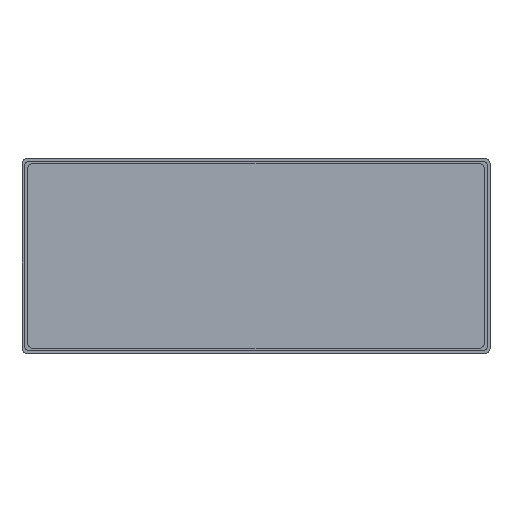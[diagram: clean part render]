
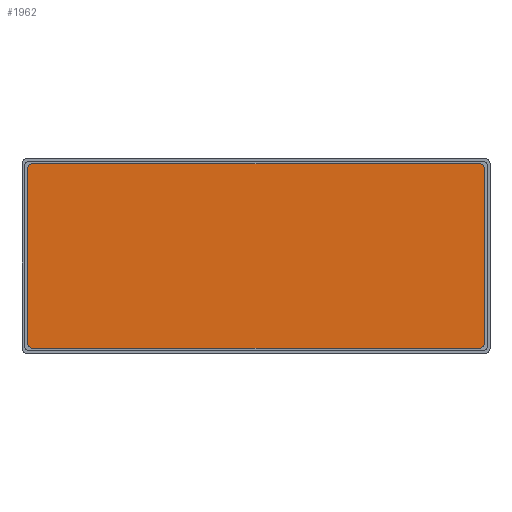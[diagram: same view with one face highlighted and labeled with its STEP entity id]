
A CAD part, top view. The second image highlights one B-rep face of the part: STEP entity #1962.
In plain terms, the highlighted planar face has unit normal (0, 0, 1).
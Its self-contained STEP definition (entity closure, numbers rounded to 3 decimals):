
#1340 = PLANE('',#1341);
#1341 = AXIS2_PLACEMENT_3D('',#1342,#1343,#1344);
#1342 = CARTESIAN_POINT('',(-85.5,-34.5,4.1));
#1343 = DIRECTION('',(0.,-1.,0.));
#1344 = DIRECTION('',(1.,0.,0.));
#1372 = CYLINDRICAL_SURFACE('',#1373,2.);
#1373 = AXIS2_PLACEMENT_3D('',#1374,#1375,#1376);
#1374 = CARTESIAN_POINT('',(-83.5,-32.5,2.9));
#1375 = DIRECTION('',(-0.,-0.,-1.));
#1376 = DIRECTION('',(0.,-1.,0.));
#1399 = PLANE('',#1400);
#1400 = AXIS2_PLACEMENT_3D('',#1401,#1402,#1403);
#1401 = CARTESIAN_POINT('',(-85.5,34.5,4.1));
#1402 = DIRECTION('',(-1.,0.,0.));
#1403 = DIRECTION('',(0.,-1.,0.));
#1427 = CYLINDRICAL_SURFACE('',#1428,2.);
#1428 = AXIS2_PLACEMENT_3D('',#1429,#1430,#1431);
#1429 = CARTESIAN_POINT('',(-83.5,32.5,2.9));
#1430 = DIRECTION('',(-0.,-0.,-1.));
#1431 = DIRECTION('',(0.,1.,-0.));
#1454 = PLANE('',#1455);
#1455 = AXIS2_PLACEMENT_3D('',#1456,#1457,#1458);
#1456 = CARTESIAN_POINT('',(85.5,34.5,4.1));
#1457 = DIRECTION('',(0.,1.,-0.));
#1458 = DIRECTION('',(-1.,0.,0.));
#1482 = CYLINDRICAL_SURFACE('',#1483,2.);
#1483 = AXIS2_PLACEMENT_3D('',#1484,#1485,#1486);
#1484 = CARTESIAN_POINT('',(83.5,32.5,2.9));
#1485 = DIRECTION('',(-0.,-0.,-1.));
#1486 = DIRECTION('',(1.,0.,0.));
#1509 = PLANE('',#1510);
#1510 = AXIS2_PLACEMENT_3D('',#1511,#1512,#1513);
#1511 = CARTESIAN_POINT('',(85.5,-34.5,4.1));
#1512 = DIRECTION('',(1.,0.,0.));
#1513 = DIRECTION('',(-0.,1.,0.));
#1535 = CYLINDRICAL_SURFACE('',#1536,2.);
#1536 = AXIS2_PLACEMENT_3D('',#1537,#1538,#1539);
#1537 = CARTESIAN_POINT('',(83.5,-32.5,2.9));
#1538 = DIRECTION('',(-0.,-0.,-1.));
#1539 = DIRECTION('',(0.,-1.,0.));
#1563 = VERTEX_POINT('',#1564);
#1564 = CARTESIAN_POINT('',(-83.5,-34.5,-1.5));
#1585 = EDGE_CURVE('',#1563,#1586,#1588,.T.);
#1586 = VERTEX_POINT('',#1587);
#1587 = CARTESIAN_POINT('',(83.5,-34.5,-1.5));
#1588 = SURFACE_CURVE('',#1589,(#1593,#1600),.PCURVE_S1.);
#1589 = LINE('',#1590,#1591);
#1590 = CARTESIAN_POINT('',(-85.5,-34.5,-1.5));
#1591 = VECTOR('',#1592,1.);
#1592 = DIRECTION('',(1.,0.,0.));
#1593 = PCURVE('',#1340,#1594);
#1594 = DEFINITIONAL_REPRESENTATION('',(#1595),#1599);
#1595 = LINE('',#1596,#1597);
#1596 = CARTESIAN_POINT('',(0.,-5.6));
#1597 = VECTOR('',#1598,1.);
#1598 = DIRECTION('',(1.,0.));
#1599 = ( GEOMETRIC_REPRESENTATION_CONTEXT(2) 
PARAMETRIC_REPRESENTATION_CONTEXT() REPRESENTATION_CONTEXT('2D SPACE',''
  ) );
#1600 = PCURVE('',#1601,#1606);
#1601 = PLANE('',#1602);
#1602 = AXIS2_PLACEMENT_3D('',#1603,#1604,#1605);
#1603 = CARTESIAN_POINT('',(0.,0.,-1.5));
#1604 = DIRECTION('',(0.,0.,1.));
#1605 = DIRECTION('',(1.,0.,-0.));
#1606 = DEFINITIONAL_REPRESENTATION('',(#1607),#1611);
#1607 = LINE('',#1608,#1609);
#1608 = CARTESIAN_POINT('',(-85.5,-34.5));
#1609 = VECTOR('',#1610,1.);
#1610 = DIRECTION('',(1.,0.));
#1611 = ( GEOMETRIC_REPRESENTATION_CONTEXT(2) 
PARAMETRIC_REPRESENTATION_CONTEXT() REPRESENTATION_CONTEXT('2D SPACE',''
  ) );
#1639 = VERTEX_POINT('',#1640);
#1640 = CARTESIAN_POINT('',(-85.5,-32.5,-1.5));
#1661 = EDGE_CURVE('',#1563,#1639,#1662,.T.);
#1662 = SURFACE_CURVE('',#1663,(#1668,#1675),.PCURVE_S1.);
#1663 = CIRCLE('',#1664,2.);
#1664 = AXIS2_PLACEMENT_3D('',#1665,#1666,#1667);
#1665 = CARTESIAN_POINT('',(-83.5,-32.5,-1.5));
#1666 = DIRECTION('',(0.,-0.,-1.));
#1667 = DIRECTION('',(0.,1.,-0.));
#1668 = PCURVE('',#1372,#1669);
#1669 = DEFINITIONAL_REPRESENTATION('',(#1670),#1674);
#1670 = LINE('',#1671,#1672);
#1671 = CARTESIAN_POINT('',(-3.142,4.4));
#1672 = VECTOR('',#1673,1.);
#1673 = DIRECTION('',(1.,0.));
#1674 = ( GEOMETRIC_REPRESENTATION_CONTEXT(2) 
PARAMETRIC_REPRESENTATION_CONTEXT() REPRESENTATION_CONTEXT('2D SPACE',''
  ) );
#1675 = PCURVE('',#1601,#1676);
#1676 = DEFINITIONAL_REPRESENTATION('',(#1677),#1685);
#1677 = ( BOUNDED_CURVE() B_SPLINE_CURVE(2,(#1678,#1679,#1680,#1681,
#1682,#1683,#1684),.UNSPECIFIED.,.T.,.F.) B_SPLINE_CURVE_WITH_KNOTS((1,2
    ,2,2,2,1),(-2.094,0.,2.094,4.189,
6.283,8.378),.UNSPECIFIED.) CURVE() 
GEOMETRIC_REPRESENTATION_ITEM() RATIONAL_B_SPLINE_CURVE((1.,0.5,1.,0.5,
1.,0.5,1.)) REPRESENTATION_ITEM('') );
#1678 = CARTESIAN_POINT('',(-83.5,-30.5));
#1679 = CARTESIAN_POINT('',(-80.036,-30.5));
#1680 = CARTESIAN_POINT('',(-81.768,-33.5));
#1681 = CARTESIAN_POINT('',(-83.5,-36.5));
#1682 = CARTESIAN_POINT('',(-85.232,-33.5));
#1683 = CARTESIAN_POINT('',(-86.964,-30.5));
#1684 = CARTESIAN_POINT('',(-83.5,-30.5));
#1685 = ( GEOMETRIC_REPRESENTATION_CONTEXT(2) 
PARAMETRIC_REPRESENTATION_CONTEXT() REPRESENTATION_CONTEXT('2D SPACE',''
  ) );
#1693 = VERTEX_POINT('',#1694);
#1694 = CARTESIAN_POINT('',(85.5,-32.5,-1.5));
#1715 = EDGE_CURVE('',#1586,#1693,#1716,.T.);
#1716 = SURFACE_CURVE('',#1717,(#1722,#1729),.PCURVE_S1.);
#1717 = CIRCLE('',#1718,2.);
#1718 = AXIS2_PLACEMENT_3D('',#1719,#1720,#1721);
#1719 = CARTESIAN_POINT('',(83.5,-32.5,-1.5));
#1720 = DIRECTION('',(0.,0.,1.));
#1721 = DIRECTION('',(0.,1.,-0.));
#1722 = PCURVE('',#1535,#1723);
#1723 = DEFINITIONAL_REPRESENTATION('',(#1724),#1728);
#1724 = LINE('',#1725,#1726);
#1725 = CARTESIAN_POINT('',(3.142,4.4));
#1726 = VECTOR('',#1727,1.);
#1727 = DIRECTION('',(-1.,0.));
#1728 = ( GEOMETRIC_REPRESENTATION_CONTEXT(2) 
PARAMETRIC_REPRESENTATION_CONTEXT() REPRESENTATION_CONTEXT('2D SPACE',''
  ) );
#1729 = PCURVE('',#1601,#1730);
#1730 = DEFINITIONAL_REPRESENTATION('',(#1731),#1735);
#1731 = CIRCLE('',#1732,2.);
#1732 = AXIS2_PLACEMENT_2D('',#1733,#1734);
#1733 = CARTESIAN_POINT('',(83.5,-32.5));
#1734 = DIRECTION('',(0.,1.));
#1735 = ( GEOMETRIC_REPRESENTATION_CONTEXT(2) 
PARAMETRIC_REPRESENTATION_CONTEXT() REPRESENTATION_CONTEXT('2D SPACE',''
  ) );
#1743 = VERTEX_POINT('',#1744);
#1744 = CARTESIAN_POINT('',(-85.5,32.5,-1.5));
#1765 = EDGE_CURVE('',#1743,#1639,#1766,.T.);
#1766 = SURFACE_CURVE('',#1767,(#1771,#1778),.PCURVE_S1.);
#1767 = LINE('',#1768,#1769);
#1768 = CARTESIAN_POINT('',(-85.5,34.5,-1.5));
#1769 = VECTOR('',#1770,1.);
#1770 = DIRECTION('',(0.,-1.,0.));
#1771 = PCURVE('',#1399,#1772);
#1772 = DEFINITIONAL_REPRESENTATION('',(#1773),#1777);
#1773 = LINE('',#1774,#1775);
#1774 = CARTESIAN_POINT('',(0.,-5.6));
#1775 = VECTOR('',#1776,1.);
#1776 = DIRECTION('',(1.,0.));
#1777 = ( GEOMETRIC_REPRESENTATION_CONTEXT(2) 
PARAMETRIC_REPRESENTATION_CONTEXT() REPRESENTATION_CONTEXT('2D SPACE',''
  ) );
#1778 = PCURVE('',#1601,#1779);
#1779 = DEFINITIONAL_REPRESENTATION('',(#1780),#1784);
#1780 = LINE('',#1781,#1782);
#1781 = CARTESIAN_POINT('',(-85.5,34.5));
#1782 = VECTOR('',#1783,1.);
#1783 = DIRECTION('',(0.,-1.));
#1784 = ( GEOMETRIC_REPRESENTATION_CONTEXT(2) 
PARAMETRIC_REPRESENTATION_CONTEXT() REPRESENTATION_CONTEXT('2D SPACE',''
  ) );
#1792 = EDGE_CURVE('',#1693,#1793,#1795,.T.);
#1793 = VERTEX_POINT('',#1794);
#1794 = CARTESIAN_POINT('',(85.5,32.5,-1.5));
#1795 = SURFACE_CURVE('',#1796,(#1800,#1807),.PCURVE_S1.);
#1796 = LINE('',#1797,#1798);
#1797 = CARTESIAN_POINT('',(85.5,-34.5,-1.5));
#1798 = VECTOR('',#1799,1.);
#1799 = DIRECTION('',(0.,1.,0.));
#1800 = PCURVE('',#1509,#1801);
#1801 = DEFINITIONAL_REPRESENTATION('',(#1802),#1806);
#1802 = LINE('',#1803,#1804);
#1803 = CARTESIAN_POINT('',(0.,-5.6));
#1804 = VECTOR('',#1805,1.);
#1805 = DIRECTION('',(1.,0.));
#1806 = ( GEOMETRIC_REPRESENTATION_CONTEXT(2) 
PARAMETRIC_REPRESENTATION_CONTEXT() REPRESENTATION_CONTEXT('2D SPACE',''
  ) );
#1807 = PCURVE('',#1601,#1808);
#1808 = DEFINITIONAL_REPRESENTATION('',(#1809),#1813);
#1809 = LINE('',#1810,#1811);
#1810 = CARTESIAN_POINT('',(85.5,-34.5));
#1811 = VECTOR('',#1812,1.);
#1812 = DIRECTION('',(0.,1.));
#1813 = ( GEOMETRIC_REPRESENTATION_CONTEXT(2) 
PARAMETRIC_REPRESENTATION_CONTEXT() REPRESENTATION_CONTEXT('2D SPACE',''
  ) );
#1841 = EDGE_CURVE('',#1842,#1743,#1844,.T.);
#1842 = VERTEX_POINT('',#1843);
#1843 = CARTESIAN_POINT('',(-83.5,34.5,-1.5));
#1844 = SURFACE_CURVE('',#1845,(#1850,#1857),.PCURVE_S1.);
#1845 = CIRCLE('',#1846,2.);
#1846 = AXIS2_PLACEMENT_3D('',#1847,#1848,#1849);
#1847 = CARTESIAN_POINT('',(-83.5,32.5,-1.5));
#1848 = DIRECTION('',(0.,0.,1.));
#1849 = DIRECTION('',(0.,1.,-0.));
#1850 = PCURVE('',#1427,#1851);
#1851 = DEFINITIONAL_REPRESENTATION('',(#1852),#1856);
#1852 = LINE('',#1853,#1854);
#1853 = CARTESIAN_POINT('',(-0.,4.4));
#1854 = VECTOR('',#1855,1.);
#1855 = DIRECTION('',(-1.,0.));
#1856 = ( GEOMETRIC_REPRESENTATION_CONTEXT(2) 
PARAMETRIC_REPRESENTATION_CONTEXT() REPRESENTATION_CONTEXT('2D SPACE',''
  ) );
#1857 = PCURVE('',#1601,#1858);
#1858 = DEFINITIONAL_REPRESENTATION('',(#1859),#1863);
#1859 = CIRCLE('',#1860,2.);
#1860 = AXIS2_PLACEMENT_2D('',#1861,#1862);
#1861 = CARTESIAN_POINT('',(-83.5,32.5));
#1862 = DIRECTION('',(0.,1.));
#1863 = ( GEOMETRIC_REPRESENTATION_CONTEXT(2) 
PARAMETRIC_REPRESENTATION_CONTEXT() REPRESENTATION_CONTEXT('2D SPACE',''
  ) );
#1891 = VERTEX_POINT('',#1892);
#1892 = CARTESIAN_POINT('',(83.5,34.5,-1.5));
#1913 = EDGE_CURVE('',#1793,#1891,#1914,.T.);
#1914 = SURFACE_CURVE('',#1915,(#1920,#1927),.PCURVE_S1.);
#1915 = CIRCLE('',#1916,2.);
#1916 = AXIS2_PLACEMENT_3D('',#1917,#1918,#1919);
#1917 = CARTESIAN_POINT('',(83.5,32.5,-1.5));
#1918 = DIRECTION('',(0.,0.,1.));
#1919 = DIRECTION('',(0.,1.,-0.));
#1920 = PCURVE('',#1482,#1921);
#1921 = DEFINITIONAL_REPRESENTATION('',(#1922),#1926);
#1922 = LINE('',#1923,#1924);
#1923 = CARTESIAN_POINT('',(4.712,4.4));
#1924 = VECTOR('',#1925,1.);
#1925 = DIRECTION('',(-1.,0.));
#1926 = ( GEOMETRIC_REPRESENTATION_CONTEXT(2) 
PARAMETRIC_REPRESENTATION_CONTEXT() REPRESENTATION_CONTEXT('2D SPACE',''
  ) );
#1927 = PCURVE('',#1601,#1928);
#1928 = DEFINITIONAL_REPRESENTATION('',(#1929),#1933);
#1929 = CIRCLE('',#1930,2.);
#1930 = AXIS2_PLACEMENT_2D('',#1931,#1932);
#1931 = CARTESIAN_POINT('',(83.5,32.5));
#1932 = DIRECTION('',(0.,1.));
#1933 = ( GEOMETRIC_REPRESENTATION_CONTEXT(2) 
PARAMETRIC_REPRESENTATION_CONTEXT() REPRESENTATION_CONTEXT('2D SPACE',''
  ) );
#1941 = EDGE_CURVE('',#1891,#1842,#1942,.T.);
#1942 = SURFACE_CURVE('',#1943,(#1947,#1954),.PCURVE_S1.);
#1943 = LINE('',#1944,#1945);
#1944 = CARTESIAN_POINT('',(85.5,34.5,-1.5));
#1945 = VECTOR('',#1946,1.);
#1946 = DIRECTION('',(-1.,0.,0.));
#1947 = PCURVE('',#1454,#1948);
#1948 = DEFINITIONAL_REPRESENTATION('',(#1949),#1953);
#1949 = LINE('',#1950,#1951);
#1950 = CARTESIAN_POINT('',(0.,-5.6));
#1951 = VECTOR('',#1952,1.);
#1952 = DIRECTION('',(1.,0.));
#1953 = ( GEOMETRIC_REPRESENTATION_CONTEXT(2) 
PARAMETRIC_REPRESENTATION_CONTEXT() REPRESENTATION_CONTEXT('2D SPACE',''
  ) );
#1954 = PCURVE('',#1601,#1955);
#1955 = DEFINITIONAL_REPRESENTATION('',(#1956),#1960);
#1956 = LINE('',#1957,#1958);
#1957 = CARTESIAN_POINT('',(85.5,34.5));
#1958 = VECTOR('',#1959,1.);
#1959 = DIRECTION('',(-1.,0.));
#1960 = ( GEOMETRIC_REPRESENTATION_CONTEXT(2) 
PARAMETRIC_REPRESENTATION_CONTEXT() REPRESENTATION_CONTEXT('2D SPACE',''
  ) );
#1962 = ADVANCED_FACE('',(#1963),#1601,.T.);
#1963 = FACE_BOUND('',#1964,.T.);
#1964 = EDGE_LOOP('',(#1965,#1966,#1967,#1968,#1969,#1970,#1971,#1972));
#1965 = ORIENTED_EDGE('',*,*,#1585,.T.);
#1966 = ORIENTED_EDGE('',*,*,#1715,.T.);
#1967 = ORIENTED_EDGE('',*,*,#1792,.T.);
#1968 = ORIENTED_EDGE('',*,*,#1913,.T.);
#1969 = ORIENTED_EDGE('',*,*,#1941,.T.);
#1970 = ORIENTED_EDGE('',*,*,#1841,.T.);
#1971 = ORIENTED_EDGE('',*,*,#1765,.T.);
#1972 = ORIENTED_EDGE('',*,*,#1661,.F.);
